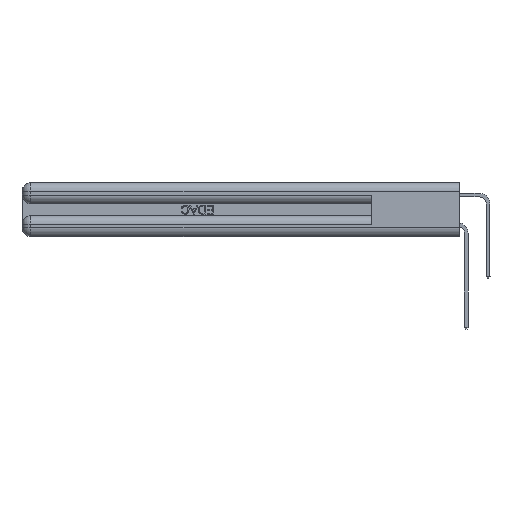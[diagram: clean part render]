
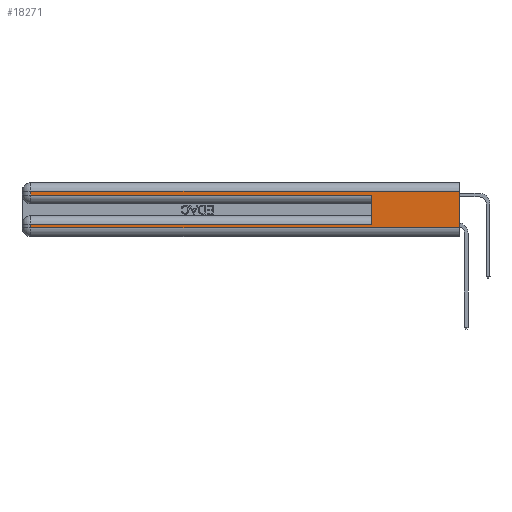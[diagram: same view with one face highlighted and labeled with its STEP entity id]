
A CAD part, left-side view. The second image highlights one B-rep face of the part: STEP entity #18271.
In plain terms, the highlighted planar face has unit normal (-1, 0, 0).
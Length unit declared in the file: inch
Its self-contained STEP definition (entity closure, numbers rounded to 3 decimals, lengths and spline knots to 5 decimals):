
#38 = DIRECTION ( 'NONE',  ( 0., -1., 0. ) ) ;
#935 = CARTESIAN_POINT ( 'NONE',  ( 0., 2.94, 0.37 ) ) ;
#1142 = CARTESIAN_POINT ( 'NONE',  ( 0., 0., 0.085 ) ) ;
#1651 = EDGE_CURVE ( 'NONE', #24708, #18706, #18311, .T. ) ;
#1716 = CARTESIAN_POINT ( 'NONE',  ( 0., 2.94, 0.06 ) ) ;
#1728 = EDGE_CURVE ( 'NONE', #22012, #46284, #43838, .T. ) ;
#2626 = LINE ( 'NONE', #18997, #20770 ) ;
#2667 = EDGE_CURVE ( 'NONE', #10222, #24708, #21854, .T. ) ;
#2870 = PLANE ( 'NONE',  #40474 ) ;
#3290 = CARTESIAN_POINT ( 'NONE',  ( 0., 0., 0.06 ) ) ;
#5410 = VERTEX_POINT ( 'NONE', #30536 ) ;
#5496 = VECTOR ( 'NONE', #39066, 39.37008 ) ;
#6641 = LINE ( 'NONE', #17323, #5496 ) ;
#6762 = VERTEX_POINT ( 'NONE', #26692 ) ;
#6947 = VERTEX_POINT ( 'NONE', #24124 ) ;
#7341 = DIRECTION ( 'NONE',  ( 0., 0., 1. ) ) ;
#8347 = EDGE_CURVE ( 'NONE', #6762, #22012, #6641, .T. ) ;
#8685 = VECTOR ( 'NONE', #28466, 39.37008 ) ;
#9559 = EDGE_CURVE ( 'NONE', #6947, #10222, #21695, .T. ) ;
#9794 = VECTOR ( 'NONE', #41408, 39.37008 ) ;
#10222 = VERTEX_POINT ( 'NONE', #37876 ) ;
#10460 = FACE_OUTER_BOUND ( 'NONE', #25801, .T. ) ;
#12207 = VECTOR ( 'NONE', #29493, 39.37008 ) ;
#12651 = LINE ( 'NONE', #1142, #30837 ) ;
#13793 = DIRECTION ( 'NONE',  ( 1., 0., 0. ) ) ;
#16018 = CARTESIAN_POINT ( 'NONE',  ( 0., 0., 0.31 ) ) ;
#17027 = EDGE_CURVE ( 'NONE', #6947, #46284, #2626, .T. ) ;
#17323 = CARTESIAN_POINT ( 'NONE',  ( 0., 2.94, 0.37 ) ) ;
#18161 = ORIENTED_EDGE ( 'NONE', *, *, #17027, .F. ) ;
#18271 = ADVANCED_FACE ( 'NONE', ( #10460 ), #2870, .F. ) ;
#18311 = LINE ( 'NONE', #24820, #8685 ) ;
#18706 = VERTEX_POINT ( 'NONE', #45159 ) ;
#18997 = CARTESIAN_POINT ( 'NONE',  ( 0., 0., 0.37 ) ) ;
#19486 = CARTESIAN_POINT ( 'NONE',  ( 0., 2.94, 0.285 ) ) ;
#20363 = ORIENTED_EDGE ( 'NONE', *, *, #33983, .F. ) ;
#20634 = ORIENTED_EDGE ( 'NONE', *, *, #1728, .T. ) ;
#20770 = VECTOR ( 'NONE', #44372, 39.37008 ) ;
#21619 = CARTESIAN_POINT ( 'NONE',  ( 0., 0.6, 0.145 ) ) ;
#21695 = LINE ( 'NONE', #16018, #9794 ) ;
#21770 = CARTESIAN_POINT ( 'NONE',  ( 0., 0., 0.06 ) ) ;
#21854 = LINE ( 'NONE', #935, #12207 ) ;
#22012 = VERTEX_POINT ( 'NONE', #1716 ) ;
#23742 = ORIENTED_EDGE ( 'NONE', *, *, #1651, .T. ) ;
#24124 = CARTESIAN_POINT ( 'NONE',  ( 0., 0., 0.31 ) ) ;
#24708 = VERTEX_POINT ( 'NONE', #19486 ) ;
#24820 = CARTESIAN_POINT ( 'NONE',  ( 0., 0., 0.285 ) ) ;
#25700 = VECTOR ( 'NONE', #38, 39.37008 ) ;
#25801 = EDGE_LOOP ( 'NONE', ( #18161, #35638, #32400, #23742, #20363, #39036, #26246, #20634 ) ) ;
#26246 = ORIENTED_EDGE ( 'NONE', *, *, #8347, .T. ) ;
#26692 = CARTESIAN_POINT ( 'NONE',  ( 0., 2.94, 0.085 ) ) ;
#28466 = DIRECTION ( 'NONE',  ( 0., -1., 0. ) ) ;
#29493 = DIRECTION ( 'NONE',  ( 0., 0., -1. ) ) ;
#30194 = DIRECTION ( 'NONE',  ( 0., 1., 0. ) ) ;
#30536 = CARTESIAN_POINT ( 'NONE',  ( 0., 0.6, 0.085 ) ) ;
#30837 = VECTOR ( 'NONE', #30194, 39.37008 ) ;
#32400 = ORIENTED_EDGE ( 'NONE', *, *, #2667, .T. ) ;
#33983 = EDGE_CURVE ( 'NONE', #5410, #18706, #36564, .T. ) ;
#35546 = CARTESIAN_POINT ( 'NONE',  ( 0., 0., 0.37 ) ) ;
#35638 = ORIENTED_EDGE ( 'NONE', *, *, #9559, .T. ) ;
#36564 = LINE ( 'NONE', #21619, #45069 ) ;
#37876 = CARTESIAN_POINT ( 'NONE',  ( 0., 2.94, 0.31 ) ) ;
#39036 = ORIENTED_EDGE ( 'NONE', *, *, #39514, .T. ) ;
#39066 = DIRECTION ( 'NONE',  ( 0., 0., -1. ) ) ;
#39187 = DIRECTION ( 'NONE',  ( 0., 0., -1. ) ) ;
#39514 = EDGE_CURVE ( 'NONE', #5410, #6762, #12651, .T. ) ;
#40474 = AXIS2_PLACEMENT_3D ( 'NONE', #35546, #13793, #39187 ) ;
#41408 = DIRECTION ( 'NONE',  ( 0., 1., 0. ) ) ;
#43838 = LINE ( 'NONE', #21770, #25700 ) ;
#44372 = DIRECTION ( 'NONE',  ( 0., 0., -1. ) ) ;
#45069 = VECTOR ( 'NONE', #7341, 39.37008 ) ;
#45159 = CARTESIAN_POINT ( 'NONE',  ( 0., 0.6, 0.285 ) ) ;
#46284 = VERTEX_POINT ( 'NONE', #3290 ) ;
